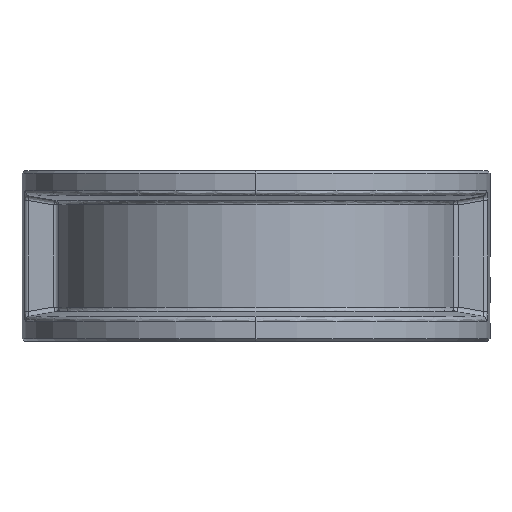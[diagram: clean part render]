
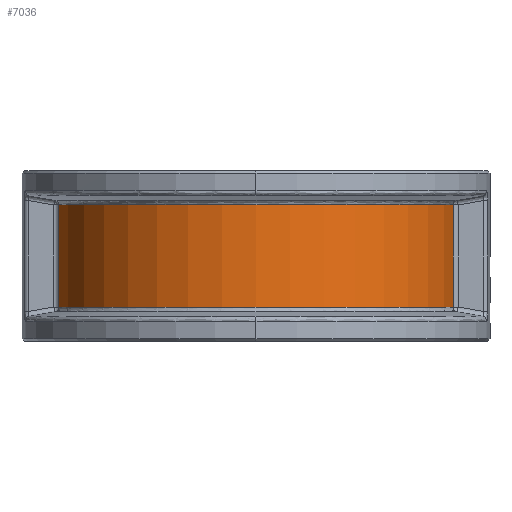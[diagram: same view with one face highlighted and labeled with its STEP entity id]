
A CAD part, left-side view. The second image highlights one B-rep face of the part: STEP entity #7036.
In plain terms, the highlighted cylindrical face has radius 82.5 mm (diameter 165 mm), a partial arc.
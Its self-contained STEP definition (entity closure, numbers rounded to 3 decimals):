
#13 = CARTESIAN_POINT ( 'NONE',  ( -16.109, -80.912, -14.059 ) ) ;
#150 = CARTESIAN_POINT ( 'NONE',  ( 0., 0., 0. ) ) ;
#620 = LINE ( 'NONE', #15474, #9429 ) ;
#1871 = CIRCLE ( 'NONE', #6448, 82.5 ) ;
#2493 = EDGE_CURVE ( 'NONE', #13837, #15085, #10855, .T. ) ;
#2967 = EDGE_CURVE ( 'NONE', #15085, #11496, #1871, .T. ) ;
#3108 = EDGE_CURVE ( 'NONE', #10966, #13837, #7113, .T. ) ;
#3203 = EDGE_LOOP ( 'NONE', ( #6686, #14086, #13097, #10021 ) ) ;
#4993 = CARTESIAN_POINT ( 'NONE',  ( 0., 0., -55.941 ) ) ;
#6448 = AXIS2_PLACEMENT_3D ( 'NONE', #12811, #9494, #7577 ) ;
#6686 = ORIENTED_EDGE ( 'NONE', *, *, #2967, .T. ) ;
#6913 = EDGE_CURVE ( 'NONE', #11496, #10966, #620, .T. ) ;
#7036 = ADVANCED_FACE ( 'NONE', ( #11850 ), #14657, .T. ) ;
#7080 = CARTESIAN_POINT ( 'NONE',  ( -16.109, -80.912, -55.941 ) ) ;
#7113 = CIRCLE ( 'NONE', #12042, 82.5 ) ;
#7328 = DIRECTION ( 'NONE',  ( 1., 0., 0. ) ) ;
#7413 = DIRECTION ( 'NONE',  ( 0., 0., 1. ) ) ;
#7577 = DIRECTION ( 'NONE',  ( 1., 0., 0. ) ) ;
#7983 = DIRECTION ( 'NONE',  ( 1., 0., 0. ) ) ;
#8064 = VECTOR ( 'NONE', #13081, 1000. ) ;
#8167 = AXIS2_PLACEMENT_3D ( 'NONE', #150, #9715, #7328 ) ;
#8322 = DIRECTION ( 'NONE',  ( 0., 0., -1. ) ) ;
#9429 = VECTOR ( 'NONE', #8322, 1000. ) ;
#9494 = DIRECTION ( 'NONE',  ( 0., 0., -1. ) ) ;
#9715 = DIRECTION ( 'NONE',  ( 0., 0., 1. ) ) ;
#10021 = ORIENTED_EDGE ( 'NONE', *, *, #2493, .T. ) ;
#10507 = CARTESIAN_POINT ( 'NONE',  ( -16.109, 80.912, -55.941 ) ) ;
#10855 = LINE ( 'NONE', #14354, #8064 ) ;
#10966 = VERTEX_POINT ( 'NONE', #10507 ) ;
#11496 = VERTEX_POINT ( 'NONE', #13085 ) ;
#11850 = FACE_OUTER_BOUND ( 'NONE', #3203, .T. ) ;
#12042 = AXIS2_PLACEMENT_3D ( 'NONE', #4993, #7413, #7983 ) ;
#12811 = CARTESIAN_POINT ( 'NONE',  ( 0., 0., -14.059 ) ) ;
#13081 = DIRECTION ( 'NONE',  ( 0., 0., 1. ) ) ;
#13085 = CARTESIAN_POINT ( 'NONE',  ( -16.109, 80.912, -14.059 ) ) ;
#13097 = ORIENTED_EDGE ( 'NONE', *, *, #3108, .T. ) ;
#13837 = VERTEX_POINT ( 'NONE', #7080 ) ;
#14086 = ORIENTED_EDGE ( 'NONE', *, *, #6913, .T. ) ;
#14354 = CARTESIAN_POINT ( 'NONE',  ( -16.109, -80.912, 0. ) ) ;
#14657 = CYLINDRICAL_SURFACE ( 'NONE', #8167, 82.5 ) ;
#15085 = VERTEX_POINT ( 'NONE', #13 ) ;
#15474 = CARTESIAN_POINT ( 'NONE',  ( -16.109, 80.912, 0. ) ) ;
